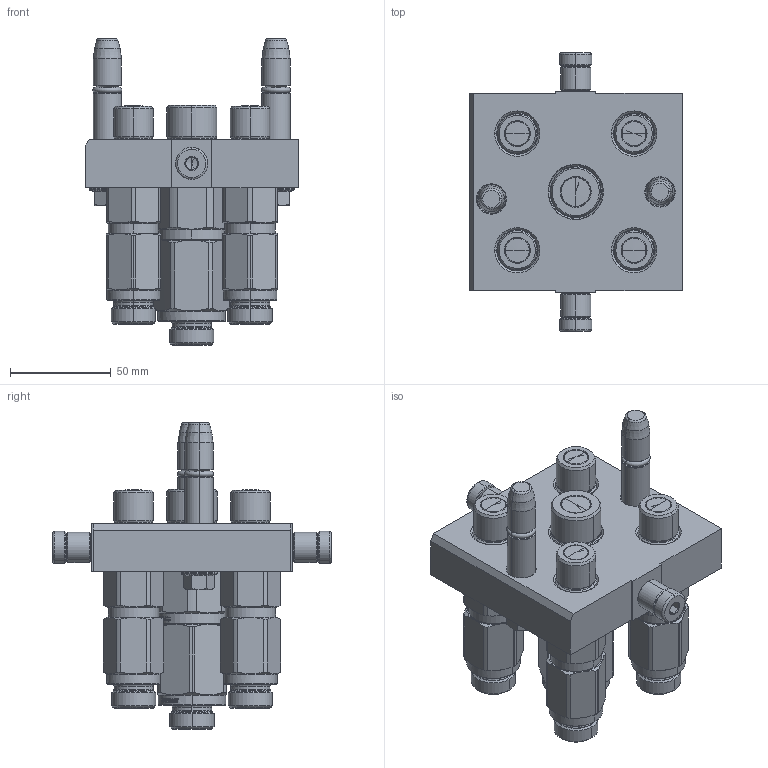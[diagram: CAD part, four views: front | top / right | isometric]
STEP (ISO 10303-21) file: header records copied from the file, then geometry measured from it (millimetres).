
FILE_DESCRIPTION (( 'STEP AP214' ), '1' );
FILE_NAME ('FASTER_DB.step', '2024-11-27T13:45:53', ( '' ), ( '' ), 'SwSTEP 2.0', 'SolidWorks 2017', '' );
FILE_SCHEMA (( 'AUTOMOTIVE_DESIGN' ));
Length unit declared in the file: millimetre
Products named in the file (13): 3ffnp38-2_22m; 4830_013_3000_030; or2_62x9_19_m; 4830_010_0000_011; 3ffnp12-2_22m; P506-1_M_BASE; 4830_028_1000_011; et002; 1540_080_0008_000; 4830_021_0000_000; FASTER_DB
Assembly tree (20 placements, depth 3):
  FASTER_DB
    P506-1_M_BASE
      4830_010_0000_011
      4830_021_0000_000  x2
      1540_080_0008_000  x2
      4830_013_3000_030  x2
      4830_028_1000_011  x2
      or2_62x9_19_m  x2
    3ffnp38-2_22m  x4
      3ffnp38-2_22m
    3ffnp12-2_22m
      3ffnp12-2_22m
    et002
Bounding box: 106.3 x 138.6 x 152.4 mm (x, y, z)
Volume: 2873.9 mm3; surface area: 124749.5 mm2
Topology: 5 solids, 51 shells, 1868 faces, 4943 edges, 3166 vertices
Faces by surface type: plane 946, cone 392, cylinder 348, torus 142, bspline 40
Entity records: 52475 total; most frequent: CARTESIAN_POINT 13653, ORIENTED_EDGE 7075, DIRECTION 6616, EDGE_CURVE 3734, LINE 2562, VECTOR 2562, VERTEX_POINT 2444, AXIS2_PLACEMENT_3D 2027
